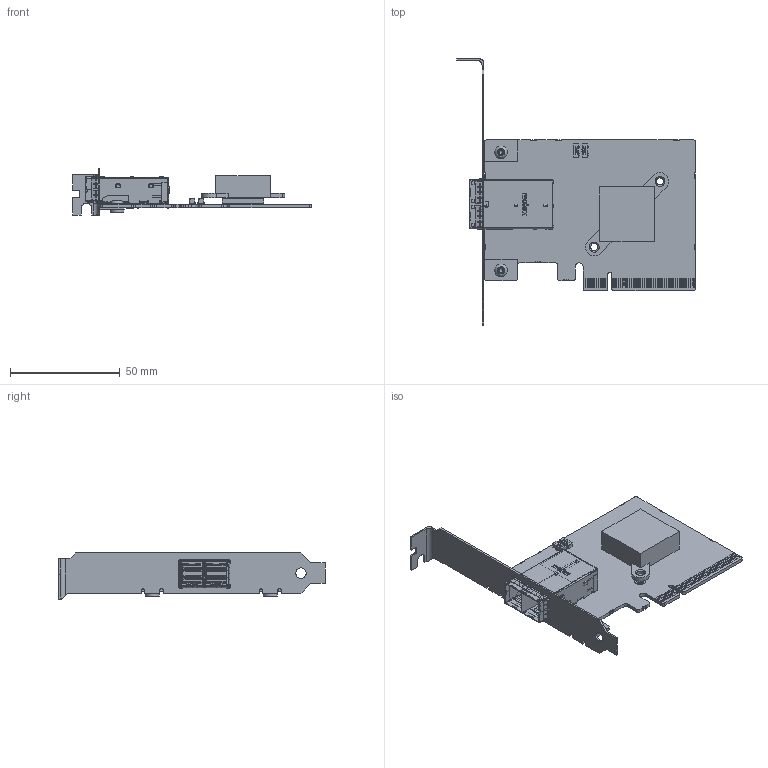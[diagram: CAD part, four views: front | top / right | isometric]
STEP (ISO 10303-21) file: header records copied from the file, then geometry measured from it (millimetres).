
FILE_DESCRIPTION(/* description */ (''),/* implementation_level */ '2;1');
FILE_NAME(/* name */ 'STP-ACCS-(HA-2P-X4G3-SFF-X8G3).stp',/* time_stamp */ '2022-10-24T15:02:29+02:00',/* author */ (''),/* organization */ (''),/* preprocessor_version */ 'ST-DEVELOPER v18.102',/* originating_system */ 'SIEMENS PLM Software NX2206.3001',/* authorisation */ '');
FILE_SCHEMA (('AUTOMOTIVE_DESIGN { 1 0 10303 214 3 1 1 1 }'));
Products named in the file (5): MECH-PCI-BRACKET-LOW-SFF; SROB-M3X4-IMB-BTN-STNLS; SROB-M2x3-CUST; HA-2P-X4G3-SFF-X8G3-PCA-LW; HA-2P-X4G3-SFF-X8G3-LW
Assembly tree (6 placements, depth 2):
  HA-2P-X4G3-SFF-X8G3-LW
    HA-2P-X4G3-SFF-X8G3-PCA-LW
    SROB-M2x3-CUST  x2
    SROB-M3X4-IMB-BTN-STNLS  x2
    MECH-PCI-BRACKET-LOW-SFF
Bounding box: 109.1 x 121.5 x 21.03 mm (x, y, z)
Volume: 24557.2 mm3; surface area: 30478.2 mm2
Topology: 13 solids, 13 shells, 4338 faces, 12547 edges, 8478 vertices
Faces by surface type: plane 2572, cylinder 1702, cone 51, bspline 6, torus 4, sphere 3
Full cylindrical faces by diameter (mm): 1.8 x2, 1.9 x2, 2.2 x2, 2.5 x4, 3 x4, 3.2 x4, 3.5 x2, 4.8 x1, 5.7 x2, 6.35 x2
Entity records: 146751 total; most frequent: CARTESIAN_POINT 29031, ORIENTED_EDGE 24804, DIRECTION 23531, EDGE_CURVE 12402, LINE 8503, VECTOR 8503, VERTEX_POINT 8399, AXIS2_PLACEMENT_3D 7514
